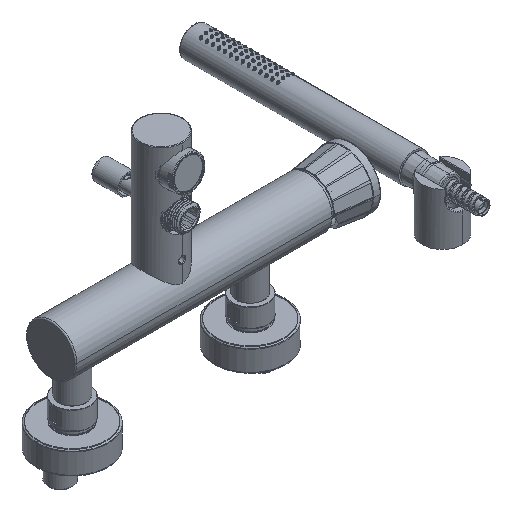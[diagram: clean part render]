
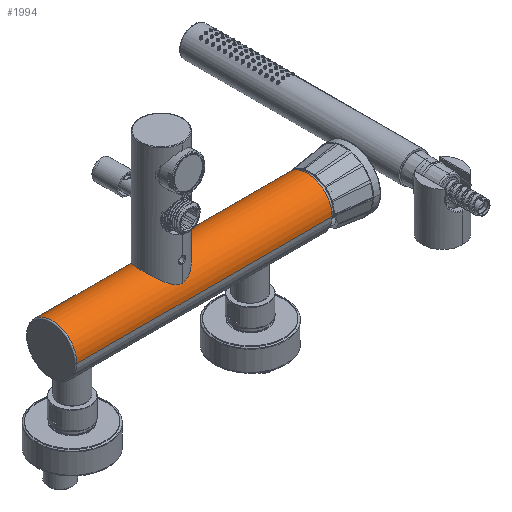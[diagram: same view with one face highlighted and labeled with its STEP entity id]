
A CAD part, isometric view. The second image highlights one B-rep face of the part: STEP entity #1994.
In plain terms, the highlighted cylindrical face has radius 21 mm (diameter 42 mm), a partial arc.
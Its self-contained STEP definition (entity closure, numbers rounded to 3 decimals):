
#154=DIRECTION('',(-1.,0.,0.));
#155=VECTOR('',#154,215.);
#156=CARTESIAN_POINT('',(216.,-21.,0.));
#157=LINE('',#156,#155);
#169=DIRECTION('',(-1.,0.,0.));
#170=VECTOR('',#169,215.);
#171=CARTESIAN_POINT('',(216.,21.,0.));
#172=LINE('',#171,#170);
#296=CARTESIAN_POINT('',(1.,0.,0.));
#297=DIRECTION('',(-1.,0.,0.));
#298=DIRECTION('',(0.,-1.,0.));
#299=AXIS2_PLACEMENT_3D('',#296,#297,#298);
#304=CARTESIAN_POINT('',(216.,0.,0.));
#305=DIRECTION('',(1.,0.,0.));
#306=DIRECTION('',(0.,1.,0.));
#307=AXIS2_PLACEMENT_3D('',#304,#305,#306);
#312=CARTESIAN_POINT('',(96.905,-10.817,18.));
#313=CARTESIAN_POINT('',(97.639,-10.552,18.159));
#314=CARTESIAN_POINT('',(99.039,-9.886,18.546));
#315=CARTESIAN_POINT('',(101.023,-8.366,19.293));
#316=CARTESIAN_POINT('',(102.608,-6.471,20.015));
#317=CARTESIAN_POINT('',(103.718,-4.378,20.578));
#318=CARTESIAN_POINT('',(104.36,-2.201,20.923));
#319=CARTESIAN_POINT('',(104.57,0.,21.038));
#320=CARTESIAN_POINT('',(104.36,2.201,20.923));
#321=CARTESIAN_POINT('',(103.718,4.378,20.578));
#322=CARTESIAN_POINT('',(102.608,6.471,20.016));
#323=CARTESIAN_POINT('',(101.023,8.365,19.293));
#324=CARTESIAN_POINT('',(99.039,9.886,18.546));
#325=CARTESIAN_POINT('',(97.639,10.552,18.159));
#326=CARTESIAN_POINT('',(96.905,10.817,18.));
#331=DIRECTION('',(1.,0.,0.));
#332=VECTOR('',#331,7.81);
#333=CARTESIAN_POINT('',(89.095,10.817,18.));
#334=LINE('',#333,#332);
#338=CARTESIAN_POINT('',(89.095,10.817,18.));
#339=CARTESIAN_POINT('',(88.361,10.552,18.159));
#340=CARTESIAN_POINT('',(86.961,9.886,18.546));
#341=CARTESIAN_POINT('',(84.977,8.366,19.293));
#342=CARTESIAN_POINT('',(83.392,6.471,20.015));
#343=CARTESIAN_POINT('',(82.282,4.378,20.578));
#344=CARTESIAN_POINT('',(81.64,2.201,20.923));
#345=CARTESIAN_POINT('',(81.43,0.,21.038));
#346=CARTESIAN_POINT('',(81.64,-2.201,20.923));
#347=CARTESIAN_POINT('',(82.282,-4.378,20.578));
#348=CARTESIAN_POINT('',(83.392,-6.471,20.016));
#349=CARTESIAN_POINT('',(84.977,-8.365,19.293));
#350=CARTESIAN_POINT('',(86.961,-9.886,18.546));
#351=CARTESIAN_POINT('',(88.361,-10.552,18.159));
#352=CARTESIAN_POINT('',(89.095,-10.817,18.));
#357=DIRECTION('',(1.,0.,0.));
#358=VECTOR('',#357,7.81);
#359=CARTESIAN_POINT('',(89.095,-10.817,18.));
#360=LINE('',#359,#358);
#1554=CARTESIAN_POINT('',(216.,21.,0.));
#1555=CARTESIAN_POINT('',(216.,-21.,0.));
#1556=VERTEX_POINT('',#1554);
#1557=VERTEX_POINT('',#1555);
#1710=VERTEX_POINT('',#312);
#1711=VERTEX_POINT('',#326);
#1712=CARTESIAN_POINT('',(89.095,10.817,18.));
#1713=VERTEX_POINT('',#1712);
#1714=CARTESIAN_POINT('',(89.095,-10.817,18.));
#1715=VERTEX_POINT('',#1714);
#1742=CARTESIAN_POINT('',(1.,21.,0.));
#1743=CARTESIAN_POINT('',(1.,-21.,0.));
#1744=VERTEX_POINT('',#1742);
#1745=VERTEX_POINT('',#1743);
#1973=CARTESIAN_POINT('',(-10.8,0.,0.));
#1974=DIRECTION('',(1.,0.,0.));
#1975=DIRECTION('',(0.,-1.,0.));
#1976=AXIS2_PLACEMENT_3D('',#1973,#1974,#1975);
#1977=CYLINDRICAL_SURFACE('',#1976,21.);
#1978=ORIENTED_EDGE('',*,*,#1960,.T.);
#1979=ORIENTED_EDGE('',*,*,#1889,.F.);
#1980=ORIENTED_EDGE('',*,*,#1862,.T.);
#1981=ORIENTED_EDGE('',*,*,#1886,.T.);
#1982=EDGE_LOOP('',(#1978,#1979,#1980,#1981));
#1983=FACE_OUTER_BOUND('',#1982,.F.);
#1985=ORIENTED_EDGE('',*,*,#1984,.T.);
#1987=ORIENTED_EDGE('',*,*,#1986,.F.);
#1989=ORIENTED_EDGE('',*,*,#1988,.T.);
#1991=ORIENTED_EDGE('',*,*,#1990,.T.);
#1992=EDGE_LOOP('',(#1985,#1987,#1989,#1991));
#1993=FACE_BOUND('',#1992,.F.);
#1994=ADVANCED_FACE('',(#1983,#1993),#1977,.T.);
#300=CIRCLE('',#299,21.);
#308=CIRCLE('',#307,21.);
#327=B_SPLINE_CURVE_WITH_KNOTS('',3,(#312,#313,#314,#315,#316,#317,#318,#319,
#320,#321,#322,#323,#324,#325,#326),.UNSPECIFIED.,.F.,.F.,(4,1,1,1,1,1,1,1,1,1,
1,1,4),(0.,0.083,0.167,0.25,0.333,
0.417,0.5,0.583,0.667,0.75,
0.833,0.917,1.),.UNSPECIFIED.);
#353=B_SPLINE_CURVE_WITH_KNOTS('',3,(#338,#339,#340,#341,#342,#343,#344,#345,
#346,#347,#348,#349,#350,#351,#352),.UNSPECIFIED.,.F.,.F.,(4,1,1,1,1,1,1,1,1,1,
1,1,4),(0.,0.083,0.167,0.25,0.333,
0.417,0.5,0.583,0.667,0.75,
0.833,0.917,1.),.UNSPECIFIED.);
#1862=EDGE_CURVE('',#1556,#1557,#308,.T.);
#1886=EDGE_CURVE('',#1557,#1745,#157,.T.);
#1889=EDGE_CURVE('',#1556,#1744,#172,.T.);
#1960=EDGE_CURVE('',#1745,#1744,#300,.T.);
#1984=EDGE_CURVE('',#1710,#1711,#327,.T.);
#1986=EDGE_CURVE('',#1713,#1711,#334,.T.);
#1988=EDGE_CURVE('',#1713,#1715,#353,.T.);
#1990=EDGE_CURVE('',#1715,#1710,#360,.T.);
